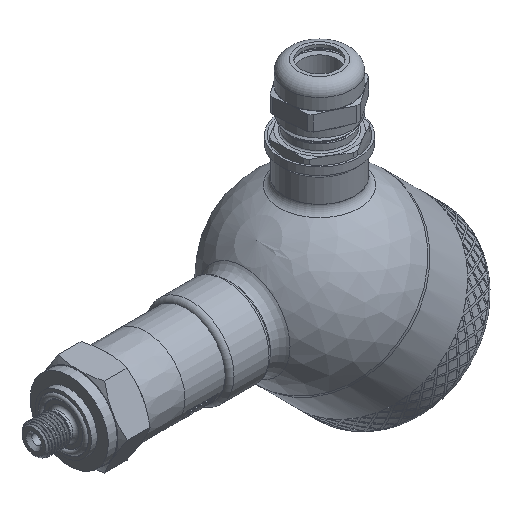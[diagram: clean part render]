
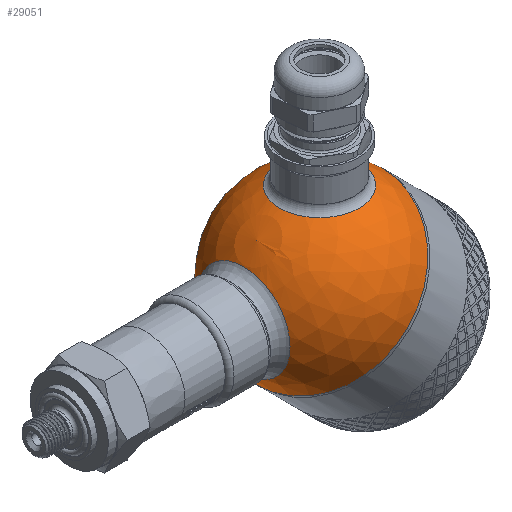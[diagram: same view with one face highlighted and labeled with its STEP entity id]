
A CAD part, isometric view. The second image highlights one B-rep face of the part: STEP entity #29051.
In plain terms, the highlighted spherical face has radius 30 mm.
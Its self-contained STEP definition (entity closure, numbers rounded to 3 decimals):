
#145=SPHERICAL_SURFACE('',#30872,30.);
#1226=FACE_BOUND('',#4247,.T.);
#1227=FACE_BOUND('',#4248,.T.);
#2387=FACE_OUTER_BOUND('',#4246,.T.);
#4246=EDGE_LOOP('',(#21004,#21005,#21006,#21007));
#4247=EDGE_LOOP('',(#21008));
#4248=EDGE_LOOP('',(#21009));
#5997=CIRCLE('',#30795,30.);
#5998=CIRCLE('',#30796,30.);
#6025=CIRCLE('',#30868,13.5);
#6028=CIRCLE('',#30873,30.);
#6029=CIRCLE('',#30874,15.643);
#11454=VERTEX_POINT('',#38096);
#11455=VERTEX_POINT('',#38098);
#11982=VERTEX_POINT('',#44862);
#11984=VERTEX_POINT('',#44869);
#11985=VERTEX_POINT('',#44871);
#14583=EDGE_CURVE('',#11454,#11455,#5997,.T.);
#14584=EDGE_CURVE('',#11455,#11454,#5998,.T.);
#15377=EDGE_CURVE('',#11982,#11982,#6025,.T.);
#15380=EDGE_CURVE('',#11455,#11984,#6028,.T.);
#15381=EDGE_CURVE('',#11985,#11985,#6029,.T.);
#21004=ORIENTED_EDGE('',*,*,#14584,.F.);
#21005=ORIENTED_EDGE('',*,*,#15380,.T.);
#21006=ORIENTED_EDGE('',*,*,#15380,.F.);
#21007=ORIENTED_EDGE('',*,*,#14583,.F.);
#21008=ORIENTED_EDGE('',*,*,#15381,.F.);
#21009=ORIENTED_EDGE('',*,*,#15377,.F.);
#29051=ADVANCED_FACE('',(#2387,#1226,#1227),#145,.T.);
#30795=AXIS2_PLACEMENT_3D('',#38099,#32454,#32455);
#30796=AXIS2_PLACEMENT_3D('',#38100,#32456,#32457);
#30868=AXIS2_PLACEMENT_3D('',#44863,#32878,#32879);
#30872=AXIS2_PLACEMENT_3D('',#44868,#32886,#32887);
#30873=AXIS2_PLACEMENT_3D('',#44870,#32888,#32889);
#30874=AXIS2_PLACEMENT_3D('',#44872,#32890,#32891);
#32454=DIRECTION('center_axis',(1.,0.,0.));
#32455=DIRECTION('ref_axis',(0.,1.,0.));
#32456=DIRECTION('center_axis',(1.,0.,0.));
#32457=DIRECTION('ref_axis',(0.,1.,0.));
#32878=DIRECTION('center_axis',(-0.707,0.,-0.707));
#32879=DIRECTION('ref_axis',(-0.707,0.,0.707));
#32886=DIRECTION('center_axis',(1.,0.,0.));
#32887=DIRECTION('ref_axis',(0.,-1.,0.));
#32888=DIRECTION('center_axis',(0.,0.,1.));
#32889=DIRECTION('ref_axis',(0.,1.,0.));
#32890=DIRECTION('center_axis',(-0.707,0.,0.707));
#32891=DIRECTION('ref_axis',(0.707,0.,0.707));
#38096=CARTESIAN_POINT('',(0.,-30.,0.));
#38098=CARTESIAN_POINT('',(0.,30.,0.));
#38099=CARTESIAN_POINT('Origin',(0.,0.,0.));
#38100=CARTESIAN_POINT('Origin',(0.,0.,0.));
#44862=CARTESIAN_POINT('',(-9.398,0.,-28.49));
#44863=CARTESIAN_POINT('Origin',(-18.944,0.,-18.944));
#44868=CARTESIAN_POINT('Origin',(0.,0.,0.));
#44869=CARTESIAN_POINT('',(-30.,0.,0.));
#44870=CARTESIAN_POINT('Origin',(0.,0.,0.));
#44871=CARTESIAN_POINT('',(-29.162,0.,7.04));
#44872=CARTESIAN_POINT('Origin',(-18.101,0.,18.101));
